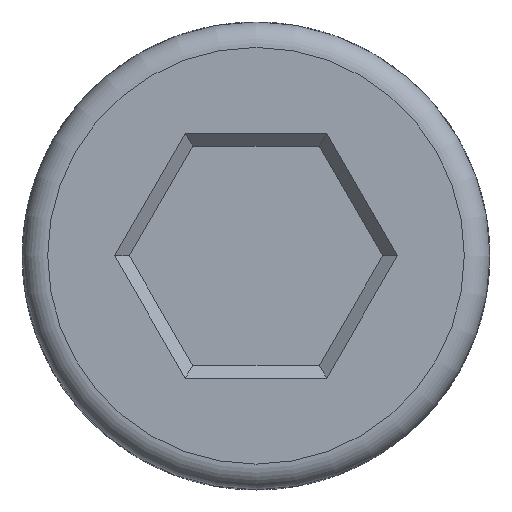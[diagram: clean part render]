
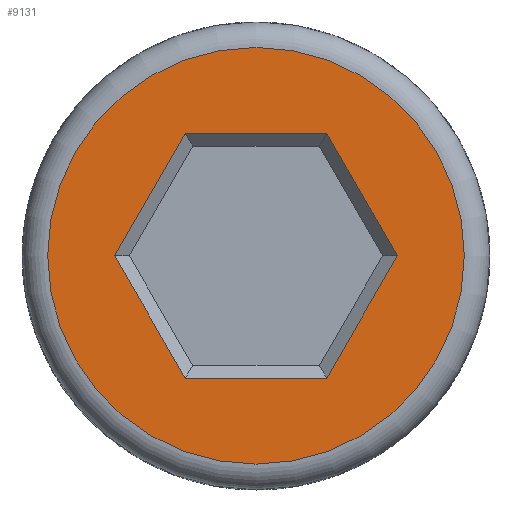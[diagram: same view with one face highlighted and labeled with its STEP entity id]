
A CAD part, top view. The second image highlights one B-rep face of the part: STEP entity #9131.
In plain terms, the highlighted planar face has unit normal (0, 0, 1).
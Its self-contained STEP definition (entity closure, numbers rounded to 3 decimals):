
#21=PLANE('',#9907);
#635=FACE_BOUND('',#1321,.T.);
#672=FACE_OUTER_BOUND('',#1320,.T.);
#1320=EDGE_LOOP('',(#7008));
#1321=EDGE_LOOP('',(#7009,#7010,#7011,#7012,#7013,#7014));
#2049=CIRCLE('',#9905,2.45);
#2330=LINE('',#15641,#3386);
#2331=LINE('',#15643,#3387);
#2332=LINE('',#15645,#3388);
#2333=LINE('',#15647,#3389);
#2334=LINE('',#15649,#3390);
#2335=LINE('',#15650,#3391);
#3386=VECTOR('',#11147,10.);
#3387=VECTOR('',#11148,10.);
#3388=VECTOR('',#11149,10.);
#3389=VECTOR('',#11150,10.);
#3390=VECTOR('',#11151,10.);
#3391=VECTOR('',#11152,10.);
#4677=VERTEX_POINT('',#15635);
#4678=VERTEX_POINT('',#15639);
#4679=VERTEX_POINT('',#15640);
#4680=VERTEX_POINT('',#15642);
#4681=VERTEX_POINT('',#15644);
#4682=VERTEX_POINT('',#15646);
#4683=VERTEX_POINT('',#15648);
#5589=EDGE_CURVE('',#4677,#4677,#2049,.T.);
#5591=EDGE_CURVE('',#4678,#4679,#2330,.T.);
#5592=EDGE_CURVE('',#4680,#4678,#2331,.T.);
#5593=EDGE_CURVE('',#4681,#4680,#2332,.T.);
#5594=EDGE_CURVE('',#4682,#4681,#2333,.T.);
#5595=EDGE_CURVE('',#4683,#4682,#2334,.T.);
#5596=EDGE_CURVE('',#4679,#4683,#2335,.T.);
#7008=ORIENTED_EDGE('',*,*,#5589,.F.);
#7009=ORIENTED_EDGE('',*,*,#5591,.F.);
#7010=ORIENTED_EDGE('',*,*,#5592,.F.);
#7011=ORIENTED_EDGE('',*,*,#5593,.F.);
#7012=ORIENTED_EDGE('',*,*,#5594,.F.);
#7013=ORIENTED_EDGE('',*,*,#5595,.F.);
#7014=ORIENTED_EDGE('',*,*,#5596,.F.);
#9131=ADVANCED_FACE('',(#672,#635),#21,.T.);
#9905=AXIS2_PLACEMENT_3D('',#15636,#11141,#11142);
#9907=AXIS2_PLACEMENT_3D('',#15638,#11145,#11146);
#11141=DIRECTION('center_axis',(0.,0.,-1.));
#11142=DIRECTION('ref_axis',(1.,0.,0.));
#11145=DIRECTION('center_axis',(0.,0.,1.));
#11146=DIRECTION('ref_axis',(1.,0.,0.));
#11147=DIRECTION('',(-0.5,0.866,0.));
#11148=DIRECTION('',(0.5,0.866,0.));
#11149=DIRECTION('',(1.,0.,0.));
#11150=DIRECTION('',(0.5,-0.866,0.));
#11151=DIRECTION('',(-0.5,-0.866,0.));
#11152=DIRECTION('',(-1.,0.,0.));
#15635=CARTESIAN_POINT('',(-2.45,0.,2.8));
#15636=CARTESIAN_POINT('Origin',(0.,0.,2.8));
#15638=CARTESIAN_POINT('Origin',(0.,0.,2.8));
#15639=CARTESIAN_POINT('',(1.663,0.,2.8));
#15640=CARTESIAN_POINT('',(0.831,1.44,2.8));
#15641=CARTESIAN_POINT('',(1.061,1.043,2.8));
#15642=CARTESIAN_POINT('',(0.831,-1.44,2.8));
#15643=CARTESIAN_POINT('',(1.433,-0.398,2.8));
#15644=CARTESIAN_POINT('',(-0.831,-1.44,2.8));
#15645=CARTESIAN_POINT('',(0.372,-1.44,2.8));
#15646=CARTESIAN_POINT('',(-1.663,0.,2.8));
#15647=CARTESIAN_POINT('',(-1.061,-1.043,2.8));
#15648=CARTESIAN_POINT('',(-0.831,1.44,2.8));
#15649=CARTESIAN_POINT('',(-1.433,0.398,2.8));
#15650=CARTESIAN_POINT('',(-0.372,1.44,2.8));
